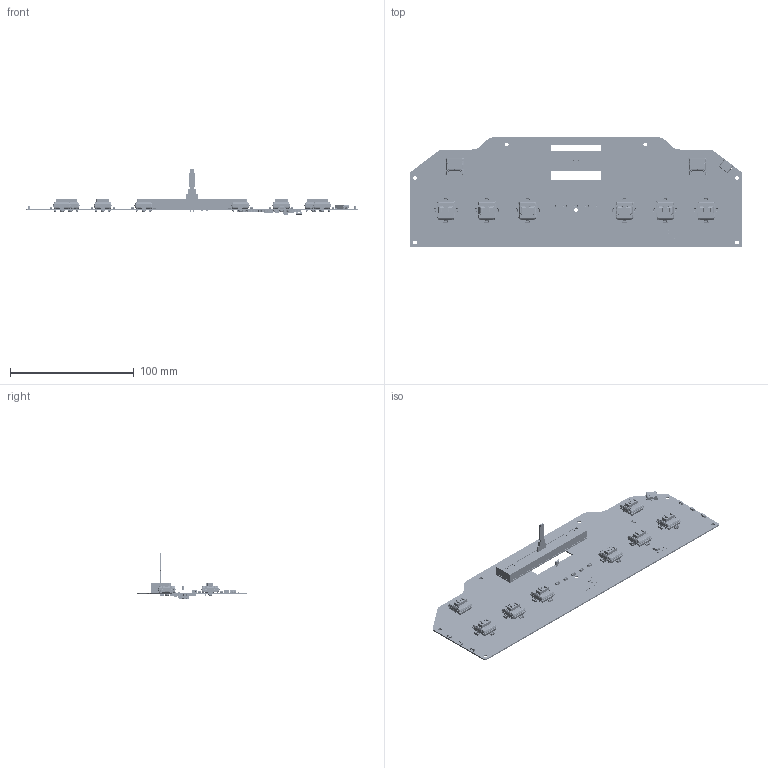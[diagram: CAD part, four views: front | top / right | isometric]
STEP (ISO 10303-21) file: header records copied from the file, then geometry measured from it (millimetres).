
FILE_DESCRIPTION(('KiCad electronic assembly'),'2;1');
FILE_NAME('geki_main_3d_v1.step','2024-09-03T20:31:47',('Pcbnew'),( 'Kicad'),'Open CASCADE STEP processor 7.8','KiCad to STEP converter' ,'Unknown');
FILE_SCHEMA(('AUTOMOTIVE_DESIGN { 1 0 10303 214 1 1 1 1 }'));
Length unit declared in the file: millimetre
Products named in the file (26): geki_main_3d_v1 1; 698b116-264-211; 698B116-164-211; SW_Kailh_Choc_V1; SW_Kailh_Choc_V1_cp; User Library-WS2812-4020; 4778F300-7501-4A7A-8274-3BA11C4BFE81; C_0603_1608Metric; Geki_Slider; Part 1; Part 3; Part 2; SMD WS2812B-3535; SMD WS2812B Mini v6; R_0603_1608Metric; TO-92Flat; SO-8_3.9x4.9mm_P1.27mm; CQ assembly; SOT-23; SOT_23; Raspberry Pi Pico-R3; geki_main_PCB
Assembly tree (82 placements, depth 3):
  geki_main_3d_v1 1
    698b116-264-211
      698B116-164-211
    SW_Kailh_Choc_V1  x8
      SW_Kailh_Choc_V1_cp
    User Library-WS2812-4020  x35
      4778F300-7501-4A7A-8274-3BA11C4BFE81
    C_0603_1608Metric  x10
      C_0603_1608Metric
    Geki_Slider
      Part 1
      Part 3
      Part 2
    SMD WS2812B-3535  x2
      SMD WS2812B Mini v6
    R_0603_1608Metric  x7
      R_0603_1608Metric
    TO-92Flat
      TO-92Flat
    SO-8_3.9x4.9mm_P1.27mm
      CQ assembly
    SOT-23
      SOT_23
    Raspberry Pi Pico-R3
      Raspberry Pi Pico-R3
    geki_main_PCB
Bounding box: 268 x 88.55 x 36.99 mm (x, y, z)
Volume: 37147.7 mm3; surface area: 69748.7 mm2
Topology: 573 solids, 585 shells, 13236 faces, 34183 edges, 22150 vertices
Faces by surface type: plane 8628, bspline 2240, cylinder 2057, torus 252, cone 35, sphere 24
Full cylindrical faces by diameter (mm): 0.4 x2, 0.65 x2, 0.75 x3, 1.2 x22, 1.5 x6, 1.6 x8, 1.9 x16, 2.387 x2, 3 x7, 5.05 x8
Entity records: 178154 total; most frequent: CARTESIAN_POINT 39789, ORIENTED_EDGE 29078, DIRECTION 25272, EDGE_CURVE 14539, VERTEX_POINT 9353, LINE 9268, VECTOR 9268, AXIS2_PLACEMENT_3D 8002
